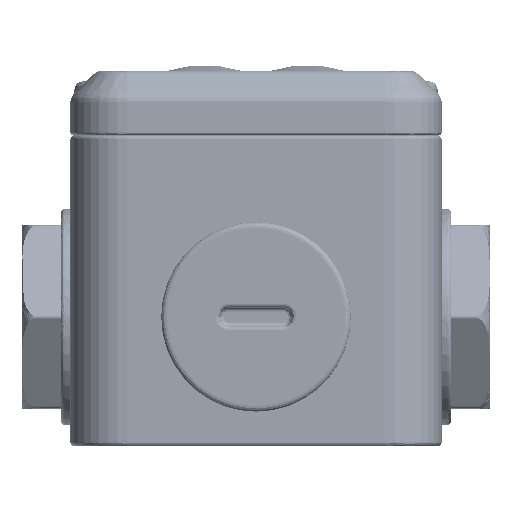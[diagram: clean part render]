
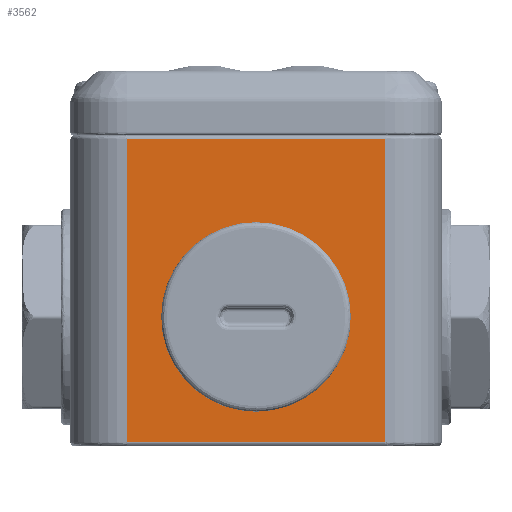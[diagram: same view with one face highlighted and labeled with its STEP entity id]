
A CAD part, front view. The second image highlights one B-rep face of the part: STEP entity #3562.
In plain terms, the highlighted planar face has unit normal (0, -1, 0).
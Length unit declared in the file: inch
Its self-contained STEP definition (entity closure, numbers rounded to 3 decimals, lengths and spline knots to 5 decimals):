
#1600 = VECTOR ( 'NONE', #112506, 39.37008 ) ;
#3302 = CARTESIAN_POINT ( 'NONE',  ( -0.89876, -5.51181, 1.0793 ) ) ;
#3562 = ADVANCED_FACE ( 'NONE', ( #118984, #98953 ), #164013, .F. ) ;
#9608 = AXIS2_PLACEMENT_3D ( 'NONE', #74009, #163465, #99729 ) ;
#14385 = CARTESIAN_POINT ( 'NONE',  ( 0.62992, -5.51181, 0.01969 ) ) ;
#17798 = CARTESIAN_POINT ( 'NONE',  ( 0., -5.51181, 1.0793 ) ) ;
#18101 = CARTESIAN_POINT ( 'NONE',  ( 0.89876, -5.51181, 0.18054 ) ) ;
#18380 = DIRECTION ( 'NONE',  ( 0., 0., 1. ) ) ;
#18666 = CARTESIAN_POINT ( 'NONE',  ( 0., -5.51181, 0.18054 ) ) ;
#19304 = VERTEX_POINT ( 'NONE', #58389 ) ;
#19729 = ORIENTED_EDGE ( 'NONE', *, *, #87885, .F. ) ;
#27274 =( BOUNDED_CURVE ( )  B_SPLINE_CURVE ( 3, ( #18666, #18101, #134937, #120946 ),
 .UNSPECIFIED., .F., .F. ) 
 B_SPLINE_CURVE_WITH_KNOTS ( ( 4, 4 ),
 ( 0., 1. ),
 .UNSPECIFIED. ) 
 CURVE ( )  GEOMETRIC_REPRESENTATION_ITEM ( )  RATIONAL_B_SPLINE_CURVE ( ( 1., 0.333, 0.333, 1. ) ) 
 REPRESENTATION_ITEM ( '' )  );
#27398 = ORIENTED_EDGE ( 'NONE', *, *, #62972, .F. ) ;
#27838 = VERTEX_POINT ( 'NONE', #123305 ) ;
#31013 = VECTOR ( 'NONE', #33778, 39.37008 ) ;
#33394 = CARTESIAN_POINT ( 'NONE',  ( 0., -5.51181, 0.18054 ) ) ;
#33778 = DIRECTION ( 'NONE',  ( 1., 0., 0. ) ) ;
#40587 = CARTESIAN_POINT ( 'NONE',  ( 0., -5.51181, 0.18054 ) ) ;
#42104 = LINE ( 'NONE', #157838, #56026 ) ;
#43627 = LINE ( 'NONE', #99073, #1600 ) ;
#49612 = VERTEX_POINT ( 'NONE', #40587 ) ;
#53914 =( BOUNDED_CURVE ( )  B_SPLINE_CURVE ( 3, ( #17798, #3302, #136265, #33394 ),
 .UNSPECIFIED., .F., .F. ) 
 B_SPLINE_CURVE_WITH_KNOTS ( ( 4, 4 ),
 ( 0., 1. ),
 .UNSPECIFIED. ) 
 CURVE ( )  GEOMETRIC_REPRESENTATION_ITEM ( )  RATIONAL_B_SPLINE_CURVE ( ( 1., 0.333, 0.333, 1. ) ) 
 REPRESENTATION_ITEM ( '' )  );
#56026 = VECTOR ( 'NONE', #68893, 39.37008 ) ;
#56246 = EDGE_CURVE ( 'NONE', #107915, #121145, #42104, .T. ) ;
#56564 = ORIENTED_EDGE ( 'NONE', *, *, #56246, .F. ) ;
#58389 = CARTESIAN_POINT ( 'NONE',  ( -0.62992, -5.51181, 0.01969 ) ) ;
#58929 = EDGE_CURVE ( 'NONE', #121145, #19304, #43627, .T. ) ;
#59638 = EDGE_LOOP ( 'NONE', ( #19729, #27398 ) ) ;
#62972 = EDGE_CURVE ( 'NONE', #49612, #27838, #27274, .T. ) ;
#68893 = DIRECTION ( 'NONE',  ( 0., 0., -1. ) ) ;
#74009 = CARTESIAN_POINT ( 'NONE',  ( -0.90551, -5.51181, 1.51575 ) ) ;
#74920 = LINE ( 'NONE', #121027, #31013 ) ;
#77919 = ORIENTED_EDGE ( 'NONE', *, *, #147271, .F. ) ;
#87885 = EDGE_CURVE ( 'NONE', #27838, #49612, #53914, .T. ) ;
#93060 = VECTOR ( 'NONE', #18380, 39.37008 ) ;
#98181 = EDGE_LOOP ( 'NONE', ( #152072, #56564, #108874, #77919 ) ) ;
#98953 = FACE_BOUND ( 'NONE', #59638, .T. ) ;
#99073 = CARTESIAN_POINT ( 'NONE',  ( -0.90551, -5.51181, 0.01969 ) ) ;
#99729 = DIRECTION ( 'NONE',  ( 0., 0., 1. ) ) ;
#107294 = CARTESIAN_POINT ( 'NONE',  ( -0.62992, -5.51181, 1.51575 ) ) ;
#107915 = VERTEX_POINT ( 'NONE', #139285 ) ;
#108874 = ORIENTED_EDGE ( 'NONE', *, *, #147765, .F. ) ;
#112506 = DIRECTION ( 'NONE',  ( -1., 0., 0. ) ) ;
#118984 = FACE_OUTER_BOUND ( 'NONE', #98181, .T. ) ;
#120946 = CARTESIAN_POINT ( 'NONE',  ( 0., -5.51181, 1.0793 ) ) ;
#121027 = CARTESIAN_POINT ( 'NONE',  ( -0.90551, -5.51181, 1.49606 ) ) ;
#121145 = VERTEX_POINT ( 'NONE', #14385 ) ;
#121192 = LINE ( 'NONE', #107294, #93060 ) ;
#123305 = CARTESIAN_POINT ( 'NONE',  ( 0., -5.51181, 1.0793 ) ) ;
#131414 = CARTESIAN_POINT ( 'NONE',  ( -0.62992, -5.51181, 1.49606 ) ) ;
#134937 = CARTESIAN_POINT ( 'NONE',  ( 0.89876, -5.51181, 1.0793 ) ) ;
#136265 = CARTESIAN_POINT ( 'NONE',  ( -0.89876, -5.51181, 0.18054 ) ) ;
#139285 = CARTESIAN_POINT ( 'NONE',  ( 0.62992, -5.51181, 1.49606 ) ) ;
#147271 = EDGE_CURVE ( 'NONE', #19304, #149172, #121192, .T. ) ;
#147765 = EDGE_CURVE ( 'NONE', #149172, #107915, #74920, .T. ) ;
#149172 = VERTEX_POINT ( 'NONE', #131414 ) ;
#152072 = ORIENTED_EDGE ( 'NONE', *, *, #58929, .F. ) ;
#157838 = CARTESIAN_POINT ( 'NONE',  ( 0.62992, -5.51181, 1.51575 ) ) ;
#163465 = DIRECTION ( 'NONE',  ( 0., 1., 0. ) ) ;
#164013 = PLANE ( 'NONE',  #9608 ) ;
